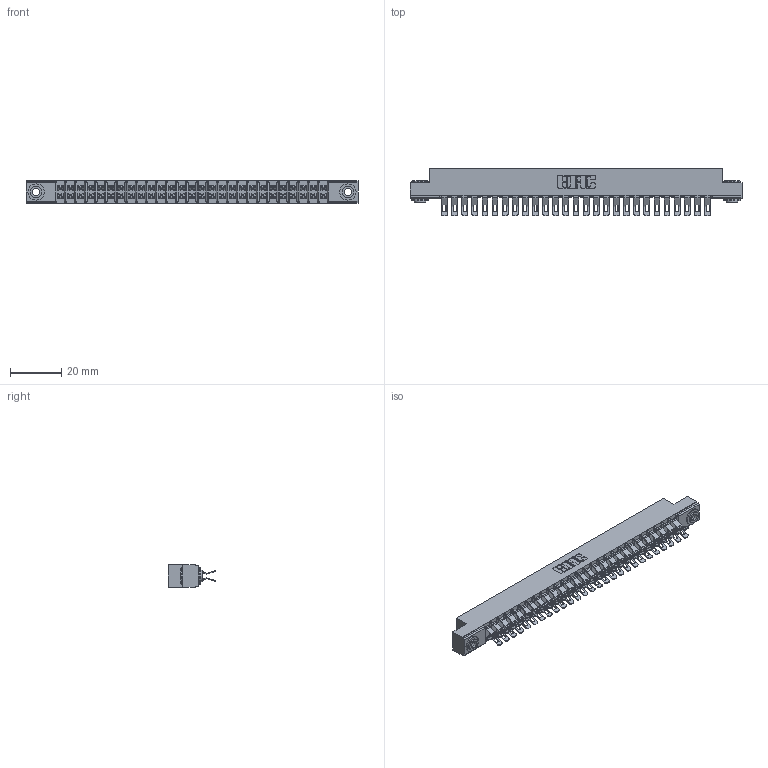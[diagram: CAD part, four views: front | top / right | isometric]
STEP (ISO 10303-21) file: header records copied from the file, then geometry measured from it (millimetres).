
FILE_DESCRIPTION (( 'STEP AP203' ), '1' );
FILE_NAME ('357-054-555-203.STEP', '2019-09-19T04:07:02', ( '' ), ( '' ), 'SwSTEP 2.0', 'SolidWorks 2016', '' );
FILE_SCHEMA (( 'CONFIG_CONTROL_DESIGN' ));
Length unit declared in the file: inch
Products named in the file (4): 345-250-002_345-250-002-102; 357-054-555-203; 307-290-001_555; 307 Part_.156 Dia Mounting Holes
Assembly tree (57 placements, depth 2):
  357-054-555-203
    307 Part_.156 Dia Mounting Holes
    307-290-001_555  x54
    345-250-002_345-250-002-102  x2
Bounding box: 130 x 18.75 x 8.71 mm (x, y, z)
Volume: 8664.8 mm3; surface area: 16700.8 mm2
Topology: 57 solids, 57 shells, 3492 faces, 10209 edges, 6654 vertices
Faces by surface type: plane 1930, cylinder 1498, sphere 56, cone 8
Entity records: 27462 total; most frequent: CARTESIAN_POINT 4484, ORIENTED_EDGE 4436, DIRECTION 4420, EDGE_CURVE 2218, VECTOR 1676, LINE 1676, VERTEX_POINT 1436, AXIS2_PLACEMENT_3D 1372
